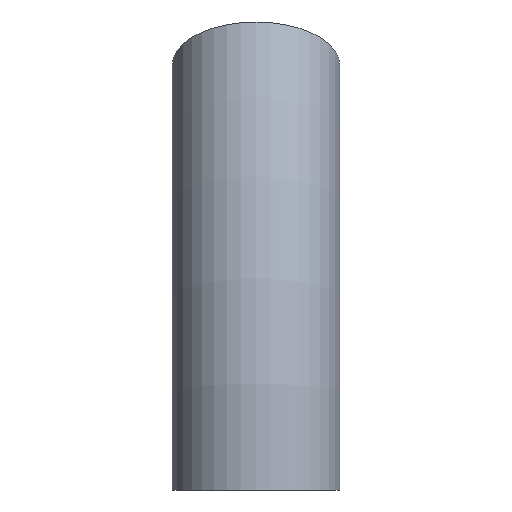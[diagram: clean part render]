
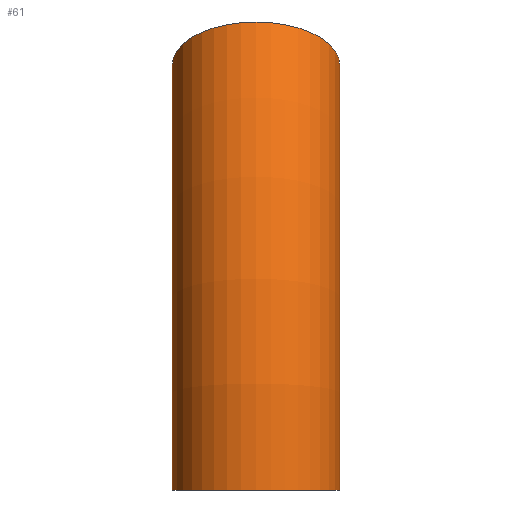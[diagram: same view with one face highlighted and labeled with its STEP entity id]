
A CAD part, left-side view. The second image highlights one B-rep face of the part: STEP entity #61.
In plain terms, the highlighted toroidal (fillet/blend) face has major radius 4064 mm and minor radius 412.75 mm.
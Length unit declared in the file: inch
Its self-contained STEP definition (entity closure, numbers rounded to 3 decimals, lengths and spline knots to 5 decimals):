
#15=TOROIDAL_SURFACE('',#77,160.,16.25);
#23=FACE_BOUND('',#35,.T.);
#27=FACE_OUTER_BOUND('',#34,.T.);
#34=EDGE_LOOP('',(#54));
#35=EDGE_LOOP('',(#55));
#36=CIRCLE('',#71,16.25);
#38=CIRCLE('',#74,16.25);
#40=VERTEX_POINT('',#98);
#42=VERTEX_POINT('',#103);
#44=EDGE_CURVE('',#40,#40,#36,.T.);
#46=EDGE_CURVE('',#42,#42,#38,.T.);
#54=ORIENTED_EDGE('',*,*,#44,.F.);
#55=ORIENTED_EDGE('',*,*,#46,.F.);
#61=ADVANCED_FACE('',(#27,#23),#15,.T.);
#71=AXIS2_PLACEMENT_3D('',#99,#82,#83);
#74=AXIS2_PLACEMENT_3D('',#104,#88,#89);
#77=AXIS2_PLACEMENT_3D('',#108,#94,#95);
#82=DIRECTION('center_axis',(0.515,0.,0.857));
#83=DIRECTION('ref_axis',(-0.857,0.,0.515));
#88=DIRECTION('center_axis',(0.,0.,-1.));
#89=DIRECTION('ref_axis',(-1.,0.,0.));
#94=DIRECTION('center_axis',(0.,1.,0.));
#95=DIRECTION('ref_axis',(0.,0.,1.));
#98=CARTESIAN_POINT('',(-123.2178,0.,74.03672));
#99=CARTESIAN_POINT('Origin',(-137.14677,0.,82.40609));
#103=CARTESIAN_POINT('',(-143.75,0.,0.));
#104=CARTESIAN_POINT('Origin',(-160.,0.,0.));
#108=CARTESIAN_POINT('Origin',(0.,0.,0.));
